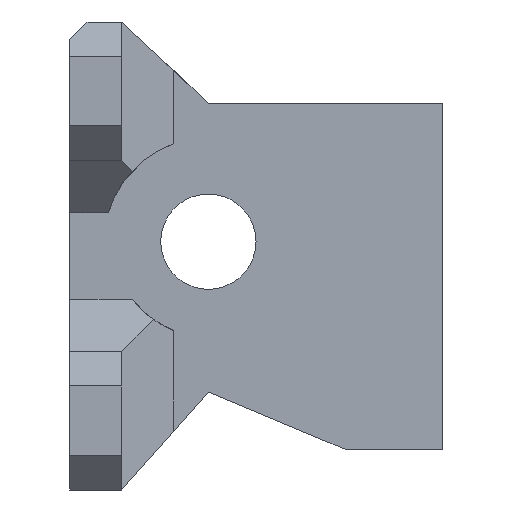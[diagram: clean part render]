
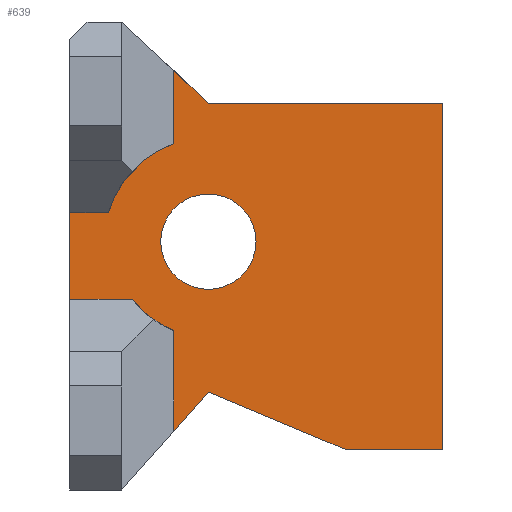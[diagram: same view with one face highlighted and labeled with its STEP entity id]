
A CAD part, left-side view. The second image highlights one B-rep face of the part: STEP entity #639.
In plain terms, the highlighted planar face has unit normal (-1, 0, 0).
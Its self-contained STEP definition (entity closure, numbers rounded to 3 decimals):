
#29=FACE_BOUND('',#97,.T.);
#37=CIRCLE('',#694,5.5);
#38=CIRCLE('',#697,6.);
#39=CIRCLE('',#698,2.75);
#58=FACE_OUTER_BOUND('',#96,.T.);
#96=EDGE_LOOP('',(#517,#518,#519,#520,#521,#522,#523,#524,#525,#526,#527,
#528,#529));
#97=EDGE_LOOP('',(#530));
#135=LINE('',#937,#211);
#161=LINE('',#1001,#237);
#168=LINE('',#1022,#244);
#171=LINE('',#1026,#247);
#172=LINE('',#1028,#248);
#173=LINE('',#1030,#249);
#174=LINE('',#1032,#250);
#175=LINE('',#1034,#251);
#176=LINE('',#1036,#252);
#177=LINE('',#1038,#253);
#178=LINE('',#1041,#254);
#211=VECTOR('',#750,10.);
#237=VECTOR('',#808,10.);
#244=VECTOR('',#829,10.);
#247=VECTOR('',#834,10.);
#248=VECTOR('',#835,10.);
#249=VECTOR('',#836,10.);
#250=VECTOR('',#837,10.);
#251=VECTOR('',#838,10.);
#252=VECTOR('',#839,10.);
#253=VECTOR('',#840,10.);
#254=VECTOR('',#843,10.);
#283=VERTEX_POINT('',#934);
#284=VERTEX_POINT('',#936);
#305=VERTEX_POINT('',#998);
#306=VERTEX_POINT('',#1000);
#312=VERTEX_POINT('',#1016);
#313=VERTEX_POINT('',#1018);
#314=VERTEX_POINT('',#1027);
#315=VERTEX_POINT('',#1029);
#316=VERTEX_POINT('',#1031);
#317=VERTEX_POINT('',#1033);
#318=VERTEX_POINT('',#1035);
#319=VERTEX_POINT('',#1037);
#320=VERTEX_POINT('',#1039);
#321=VERTEX_POINT('',#1042);
#346=EDGE_CURVE('',#283,#284,#135,.F.);
#378=EDGE_CURVE('',#305,#306,#161,.F.);
#388=EDGE_CURVE('',#312,#313,#37,.T.);
#389=EDGE_CURVE('',#312,#283,#168,.T.);
#392=EDGE_CURVE('',#313,#306,#171,.T.);
#393=EDGE_CURVE('',#314,#305,#172,.F.);
#394=EDGE_CURVE('',#314,#315,#173,.T.);
#395=EDGE_CURVE('',#316,#315,#174,.F.);
#396=EDGE_CURVE('',#317,#316,#175,.F.);
#397=EDGE_CURVE('',#318,#317,#176,.F.);
#398=EDGE_CURVE('',#318,#319,#177,.F.);
#399=EDGE_CURVE('',#319,#320,#38,.T.);
#400=EDGE_CURVE('',#284,#320,#178,.T.);
#401=EDGE_CURVE('',#321,#321,#39,.F.);
#517=ORIENTED_EDGE('',*,*,#388,.T.);
#518=ORIENTED_EDGE('',*,*,#392,.T.);
#519=ORIENTED_EDGE('',*,*,#378,.F.);
#520=ORIENTED_EDGE('',*,*,#393,.F.);
#521=ORIENTED_EDGE('',*,*,#394,.T.);
#522=ORIENTED_EDGE('',*,*,#395,.F.);
#523=ORIENTED_EDGE('',*,*,#396,.F.);
#524=ORIENTED_EDGE('',*,*,#397,.F.);
#525=ORIENTED_EDGE('',*,*,#398,.T.);
#526=ORIENTED_EDGE('',*,*,#399,.T.);
#527=ORIENTED_EDGE('',*,*,#400,.F.);
#528=ORIENTED_EDGE('',*,*,#346,.F.);
#529=ORIENTED_EDGE('',*,*,#389,.F.);
#530=ORIENTED_EDGE('',*,*,#401,.F.);
#610=PLANE('',#696);
#639=ADVANCED_FACE('',(#58,#29),#610,.F.);
#694=AXIS2_PLACEMENT_3D('',#1020,#825,#826);
#696=AXIS2_PLACEMENT_3D('',#1025,#832,#833);
#697=AXIS2_PLACEMENT_3D('',#1040,#841,#842);
#698=AXIS2_PLACEMENT_3D('',#1043,#844,#845);
#750=DIRECTION('',(0.,0.,-1.));
#808=DIRECTION('',(0.,-0.663,0.749));
#825=DIRECTION('center_axis',(-1.,0.,0.));
#826=DIRECTION('ref_axis',(0.,1.,0.));
#829=DIRECTION('',(0.,1.,0.));
#832=DIRECTION('center_axis',(1.,0.,0.));
#833=DIRECTION('ref_axis',(0.,-1.,0.));
#834=DIRECTION('',(0.,0.,-1.));
#835=DIRECTION('',(0.,-0.922,-0.386));
#836=DIRECTION('',(0.,-1.,0.));
#837=DIRECTION('',(0.,0.,1.));
#838=DIRECTION('',(0.,1.,0.));
#839=DIRECTION('',(0.,0.73,0.683));
#840=DIRECTION('',(0.,0.,1.));
#841=DIRECTION('center_axis',(-1.,0.,0.));
#842=DIRECTION('ref_axis',(0.,-1.,0.));
#843=DIRECTION('',(0.,-1.,0.));
#844=DIRECTION('center_axis',(1.,0.,0.));
#845=DIRECTION('ref_axis',(0.,-1.,0.));
#934=CARTESIAN_POINT('',(-13.5,35.5,-23.325));
#936=CARTESIAN_POINT('',(-13.5,35.5,-18.325));
#937=CARTESIAN_POINT('',(-13.5,35.5,-27.575));
#998=CARTESIAN_POINT('',(-13.5,27.5,-28.673));
#1000=CARTESIAN_POINT('',(-13.5,29.5,-30.934));
#1001=CARTESIAN_POINT('',(-13.5,24.949,-25.789));
#1016=CARTESIAN_POINT('',(-13.5,31.881,-23.325));
#1018=CARTESIAN_POINT('',(-13.5,29.5,-25.123));
#1020=CARTESIAN_POINT('Origin',(-13.5,27.5,-20.));
#1022=CARTESIAN_POINT('',(-13.5,31.5,-23.325));
#1025=CARTESIAN_POINT('Origin',(-13.5,27.5,-20.));
#1026=CARTESIAN_POINT('',(-13.5,29.5,-22.2));
#1027=CARTESIAN_POINT('',(-13.5,19.554,-32.));
#1028=CARTESIAN_POINT('',(-13.5,20.978,-31.404));
#1029=CARTESIAN_POINT('',(-13.5,14.,-32.));
#1030=CARTESIAN_POINT('',(-13.5,20.75,-32.));
#1031=CARTESIAN_POINT('',(-13.5,14.,-12.));
#1032=CARTESIAN_POINT('',(-13.5,14.,-16.413));
#1033=CARTESIAN_POINT('',(-13.5,27.5,-12.));
#1034=CARTESIAN_POINT('',(-13.5,26.125,-12.));
#1035=CARTESIAN_POINT('',(-13.5,29.5,-10.13));
#1036=CARTESIAN_POINT('',(-13.5,27.065,-12.407));
#1037=CARTESIAN_POINT('',(-13.5,29.5,-14.343));
#1038=CARTESIAN_POINT('',(-13.5,29.5,-17.45));
#1039=CARTESIAN_POINT('',(-13.5,33.262,-18.325));
#1040=CARTESIAN_POINT('Origin',(-13.5,27.5,-20.));
#1041=CARTESIAN_POINT('',(-13.5,30.,-18.325));
#1042=CARTESIAN_POINT('',(-13.5,30.25,-20.));
#1043=CARTESIAN_POINT('Origin',(-13.5,27.5,-20.));
